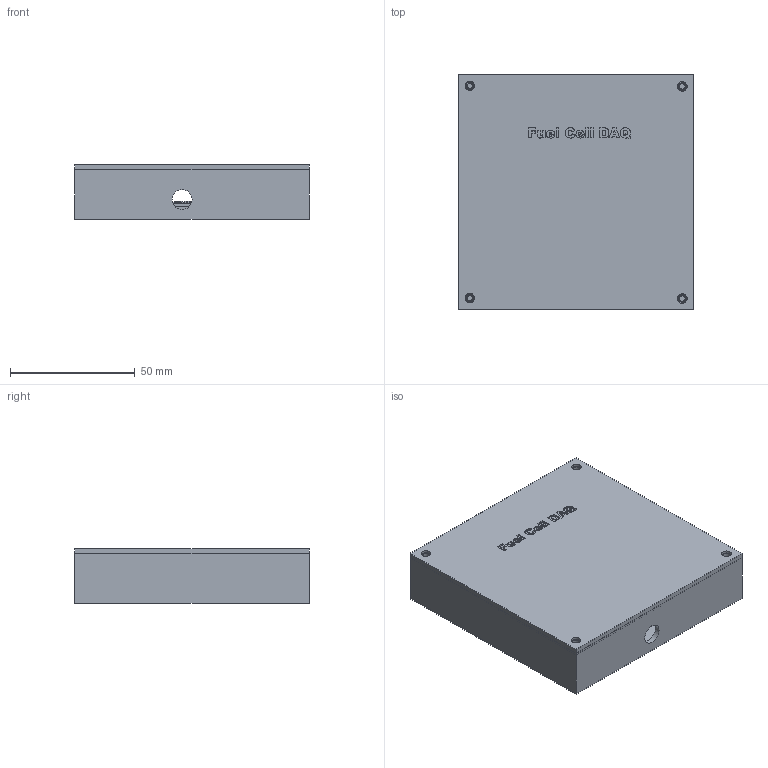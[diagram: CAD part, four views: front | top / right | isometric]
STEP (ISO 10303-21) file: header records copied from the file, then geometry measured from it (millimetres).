
FILE_DESCRIPTION(/* description */ ('KiCad electronic assembly'),/* implementation_level */ '2;1');
FILE_NAME(/* name */ 'enclosure box.step',/* time_stamp */ '2026-02-20T14:28:21+01:00',/* author */ (''),/* organization */ (''),/* preprocessor_version */ 'ST-DEVELOPER v20.1',/* originating_system */ 'Autodesk Translation Framework v14.24.0.0',/* authorisation */ '');
FILE_SCHEMA (('AUTOMOTIVE_DESIGN { 1 0 10303 214 3 1 1 }'));
Length unit declared in the file: millimetre
Products named in the file (7): stepfile 1; R_0402_1005Metric; R_2512_6332Metric; R_0603_1608Metric; C_0805_2012Metric; ProjectSeminar_2025_PCB; C_0603_1608Metric
Assembly tree (80 placements, depth 2):
  stepfile 1
    C_0603_1608Metric  x61
    R_0603_1608Metric  x9
    C_0805_2012Metric  x6
    R_2512_6332Metric  x2
    R_0402_1005Metric
    ProjectSeminar_2025_PCB
Bounding box: 94 x 94 x 22 mm (x, y, z)
Volume: 68624.1 mm3; surface area: 64921.8 mm2
Topology: 82 solids, 82 shells, 2589 faces, 6723 edges, 4466 vertices
Faces by surface type: plane 1415, cylinder 1066, bspline 108
Full cylindrical faces by diameter (mm): 1 x50, 1.039 x3, 1.05 x2, 1.4 x2, 1.85 x12, 2.175 x4, 2.529 x16, 3 x4, 3.086 x8, 3.5 x4, 3.8 x4, 8 x5
Entity records: 23625 total; most frequent: CARTESIAN_POINT 9773, ORIENTED_EDGE 2862, DIRECTION 2399, EDGE_CURVE 1431, VERTEX_POINT 950, AXIS2_PLACEMENT_3D 814, LINE 771, VECTOR 771
